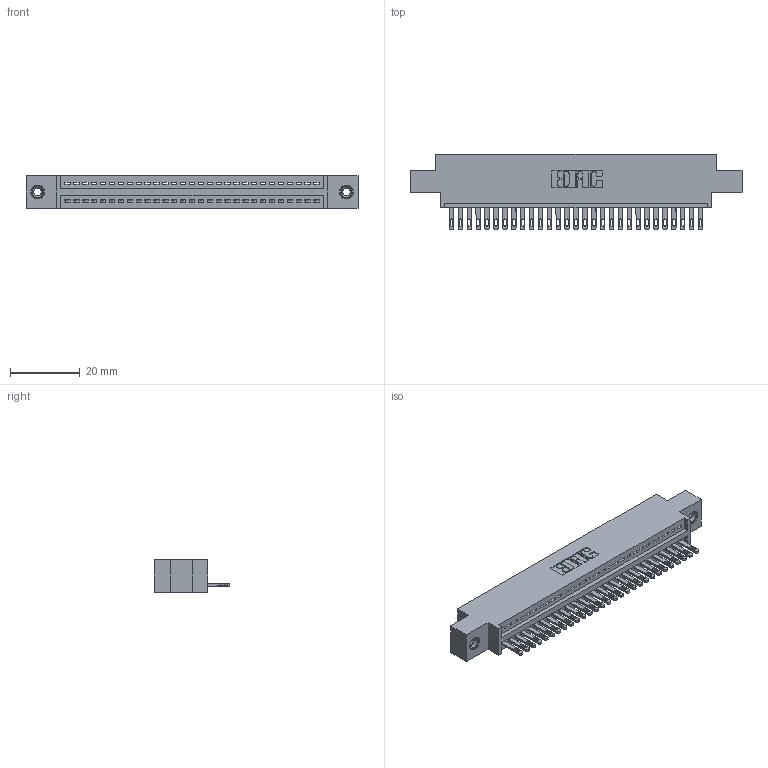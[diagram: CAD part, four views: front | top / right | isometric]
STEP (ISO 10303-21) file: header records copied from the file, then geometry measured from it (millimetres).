
FILE_DESCRIPTION (( 'STEP AP203' ), '1' );
FILE_NAME ('895-029-500-608.STEP', '2020-09-25T17:09:07', ( '' ), ( '' ), 'SwSTEP 2.0', 'SolidWorks 2020', '' );
FILE_SCHEMA (( 'CONFIG_CONTROL_DESIGN' ));
Length unit declared in the file: inch
Products named in the file (4): 345-250-001_345-250-003-102; 845 Part_0.170 Offset - 0.156 Dia-TI; 345-292-001_345-293-100; 895-029-500-608
Assembly tree (32 placements, depth 2):
  895-029-500-608
    845 Part_0.170 Offset - 0.156 Dia-TI
    345-292-001_345-293-100  x29
    345-250-001_345-250-003-102  x2
Bounding box: 94.87 x 21.51 x 9.4 mm (x, y, z)
Volume: 8802.3 mm3; surface area: 11731.6 mm2
Topology: 32 solids, 32 shells, 1756 faces, 5361 edges, 3566 vertices
Faces by surface type: plane 1102, cylinder 638, cone 12, torus 4
Entity records: 24824 total; most frequent: CARTESIAN_POINT 4282, ORIENTED_EDGE 4238, DIRECTION 3787, EDGE_CURVE 2119, VECTOR 1847, LINE 1847, VERTEX_POINT 1408, AXIS2_PLACEMENT_3D 970
